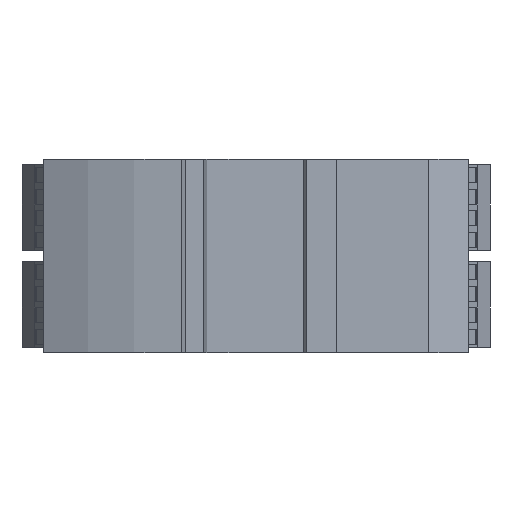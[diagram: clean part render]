
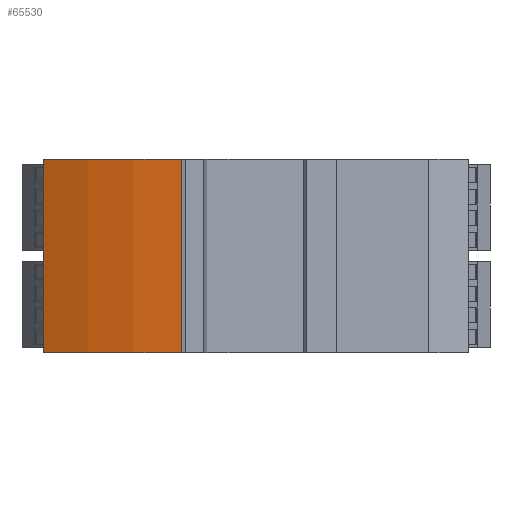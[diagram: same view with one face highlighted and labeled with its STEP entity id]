
A CAD part, left-side view. The second image highlights one B-rep face of the part: STEP entity #65530.
In plain terms, the highlighted cylindrical face has radius 80 mm (diameter 160 mm), a partial arc.
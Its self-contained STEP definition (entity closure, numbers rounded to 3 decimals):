
#2591 = EDGE_CURVE ( 'NONE', #90017, #88779, #9970, .T. ) ;
#9753 = AXIS2_PLACEMENT_3D ( 'NONE', #120301, #80163, #41929 ) ;
#9970 = LINE ( 'NONE', #31956, #101047 ) ;
#13642 = CARTESIAN_POINT ( 'NONE',  ( -22.6, 13.022, 19.875 ) ) ;
#14561 = DIRECTION ( 'NONE',  ( 1., 0., 0. ) ) ;
#20145 = VERTEX_POINT ( 'NONE', #64885 ) ;
#24965 = CIRCLE ( 'NONE', #105744, 80. ) ;
#31016 = DIRECTION ( 'NONE',  ( 0., 0.049, -0.999 ) ) ;
#31956 = CARTESIAN_POINT ( 'NONE',  ( -22.6, 16.929, -60.03 ) ) ;
#36692 = CARTESIAN_POINT ( 'NONE',  ( -22.6, 16.929, -60.03 ) ) ;
#37700 = CARTESIAN_POINT ( 'NONE',  ( -22.6, 49.024, -51.567 ) ) ;
#40112 = DIRECTION ( 'NONE',  ( 1., 0., 0. ) ) ;
#40650 = CYLINDRICAL_SURFACE ( 'NONE', #9753, 80. ) ;
#41580 = DIRECTION ( 'NONE',  ( 0., 0.049, -0.999 ) ) ;
#41929 = DIRECTION ( 'NONE',  ( 0., 0., -1. ) ) ;
#43211 = CARTESIAN_POINT ( 'NONE',  ( -22.6, 49.024, -51.567 ) ) ;
#44120 = AXIS2_PLACEMENT_3D ( 'NONE', #13642, #81722, #41580 ) ;
#51282 = ORIENTED_EDGE ( 'NONE', *, *, #125175, .T. ) ;
#58924 = CARTESIAN_POINT ( 'NONE',  ( 22.6, 13.022, 19.875 ) ) ;
#59250 = ORIENTED_EDGE ( 'NONE', *, *, #85861, .T. ) ;
#64885 = CARTESIAN_POINT ( 'NONE',  ( 22.6, 49.024, -51.567 ) ) ;
#65530 = ADVANCED_FACE ( 'NONE', ( #109323 ), #40650, .T. ) ;
#75592 = VECTOR ( 'NONE', #14561, 1000. ) ;
#80163 = DIRECTION ( 'NONE',  ( -1., 0., 0. ) ) ;
#81722 = DIRECTION ( 'NONE',  ( 1., 0., 0. ) ) ;
#85861 = EDGE_CURVE ( 'NONE', #98258, #20145, #96645, .T. ) ;
#86633 = EDGE_LOOP ( 'NONE', ( #59250, #94230, #106055, #51282 ) ) ;
#87358 = CARTESIAN_POINT ( 'NONE',  ( 22.6, 16.929, -60.03 ) ) ;
#88779 = VERTEX_POINT ( 'NONE', #87358 ) ;
#90017 = VERTEX_POINT ( 'NONE', #36692 ) ;
#94230 = ORIENTED_EDGE ( 'NONE', *, *, #103317, .F. ) ;
#96645 = LINE ( 'NONE', #37700, #75592 ) ;
#98258 = VERTEX_POINT ( 'NONE', #43211 ) ;
#101047 = VECTOR ( 'NONE', #110364, 1000. ) ;
#103317 = EDGE_CURVE ( 'NONE', #88779, #20145, #24965, .T. ) ;
#104148 = CIRCLE ( 'NONE', #44120, 80. ) ;
#105744 = AXIS2_PLACEMENT_3D ( 'NONE', #58924, #40112, #31016 ) ;
#106055 = ORIENTED_EDGE ( 'NONE', *, *, #2591, .F. ) ;
#109323 = FACE_OUTER_BOUND ( 'NONE', #86633, .T. ) ;
#110364 = DIRECTION ( 'NONE',  ( 1., 0., 0. ) ) ;
#120301 = CARTESIAN_POINT ( 'NONE',  ( -22.6, 13.022, 19.875 ) ) ;
#125175 = EDGE_CURVE ( 'NONE', #90017, #98258, #104148, .T. ) ;
